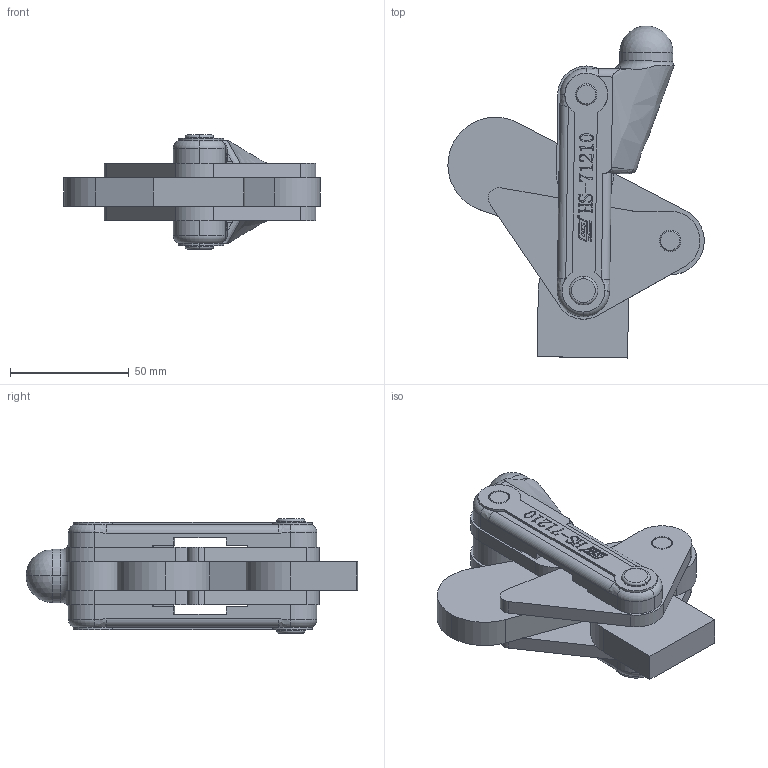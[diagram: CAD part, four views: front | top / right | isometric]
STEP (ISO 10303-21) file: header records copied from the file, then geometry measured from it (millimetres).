
FILE_DESCRIPTION (( 'STEP AP203' ), '1' );
FILE_NAME ('HS-71210 装配体.STEP', '2018-12-07T08:13:41', ( 'PCOS' ), ( '微软中国' ), 'SwSTEP 2.0', 'SolidWorks 2012', '' );
FILE_SCHEMA (( 'CONFIG_CONTROL_DESIGN' ));
Length unit declared in the file: millimetre
Products named in the file (9): HS-71210 蚾饜极; 釱; 揤旋; 种4; 种2; 种1; 忒梟; 蟀裝; 菁釱
Assembly tree (10 placements, depth 2):
  HS-71210 蚾饜极
    菁釱
    蟀裝  x2
    忒梟
    种1  x2
    种2
    种4
    揤旋
    釱
Bounding box: 107.76 x 139.6 x 48 mm (x, y, z)
Volume: 183484.8 mm3; surface area: 63321.2 mm2
Topology: 11 solids, 11 shells, 551 faces, 1470 edges, 967 vertices
Faces by surface type: plane 270, bspline 137, cylinder 119, cone 12, torus 11, sphere 2
Entity records: 23143 total; most frequent: CARTESIAN_POINT 9495, ORIENTED_EDGE 2850, DIRECTION 2224, EDGE_CURVE 1425, VERTEX_POINT 939, VECTOR 870, LINE 870, AXIS2_PLACEMENT_3D 677
